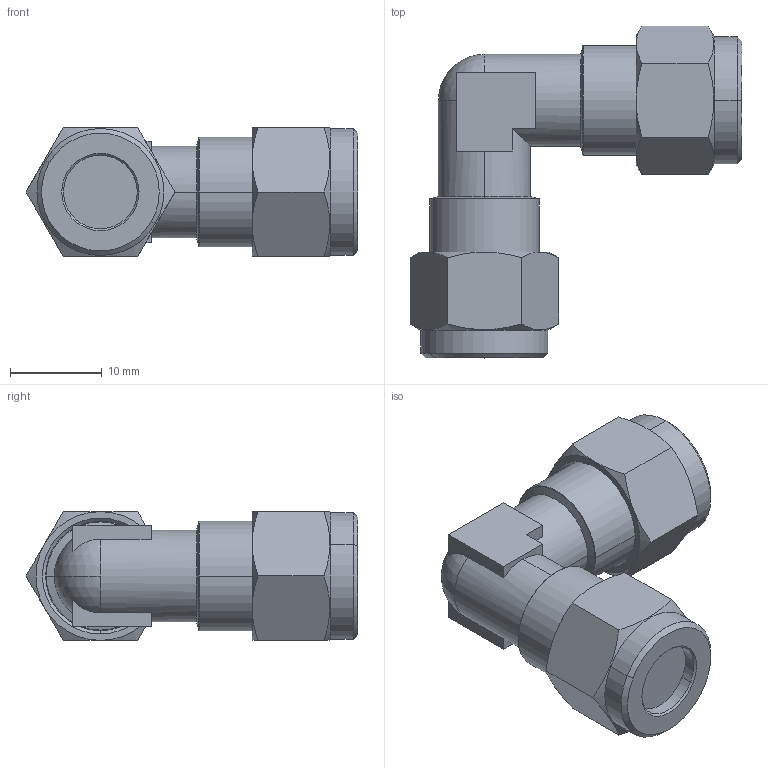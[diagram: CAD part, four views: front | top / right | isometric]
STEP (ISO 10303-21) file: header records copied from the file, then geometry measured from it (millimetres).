
FILE_DESCRIPTION (( 'STEP AP214' ), '1' );
FILE_NAME ('1026000003.step', '2013-02-25T17:13:23', ( '' ), ( '' ), 'SwSTEP 2.0', 'SolidWorks 2012', '' );
FILE_SCHEMA (( 'AUTOMOTIVE_DESIGN' ));
Length unit declared in the file: millimetre
Products named in the file (1): 1026000003
Bounding box: 36.08 x 36.08 x 14 mm (x, y, z)
Volume: 6647.8 mm3; surface area: 2810 mm2
Topology: 1 solids, 1 shells, 88 faces, 207 edges, 125 vertices
Faces by surface type: cone 34, plane 32, cylinder 16, torus 4, sphere 2
Entity records: 2720 total; most frequent: CARTESIAN_POINT 691, DIRECTION 426, ORIENTED_EDGE 414, EDGE_CURVE 207, AXIS2_PLACEMENT_3D 172, VERTEX_POINT 125, EDGE_LOOP 92, ADVANCED_FACE 88
